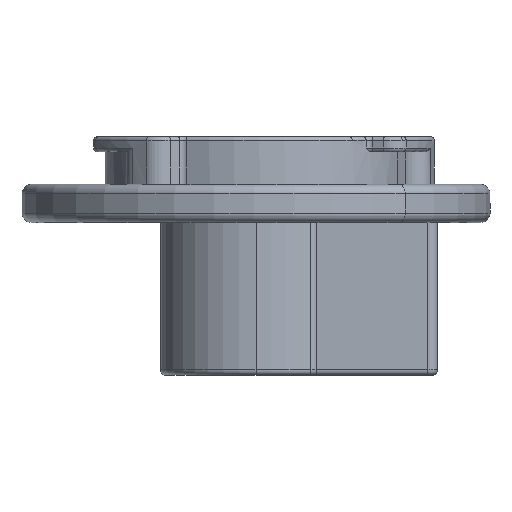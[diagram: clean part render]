
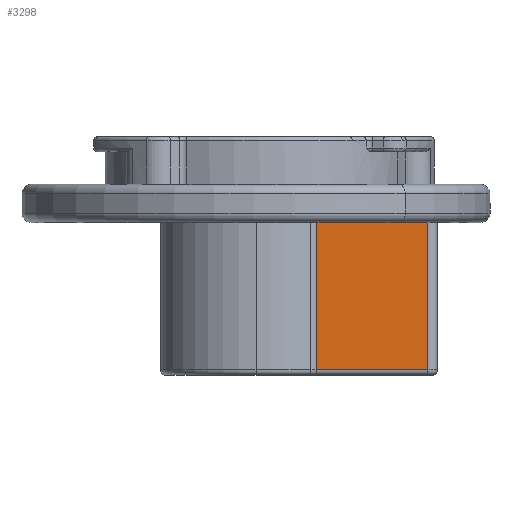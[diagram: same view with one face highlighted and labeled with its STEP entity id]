
A CAD part, left-side view. The second image highlights one B-rep face of the part: STEP entity #3298.
In plain terms, the highlighted planar face has unit normal (-1, 0, 0).
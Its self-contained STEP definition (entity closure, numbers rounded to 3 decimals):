
#210 = ORIENTED_EDGE ( 'NONE', *, *, #2805, .T. ) ;
#679 = LINE ( 'NONE', #5533, #4472 ) ;
#759 = DIRECTION ( 'NONE',  ( 0., 0., 1. ) ) ;
#978 = VERTEX_POINT ( 'NONE', #6562 ) ;
#1102 = LINE ( 'NONE', #6405, #4429 ) ;
#1497 = DIRECTION ( 'NONE',  ( 0., 0., -1. ) ) ;
#1743 = VERTEX_POINT ( 'NONE', #5504 ) ;
#1788 = EDGE_CURVE ( 'NONE', #1743, #978, #679, .T. ) ;
#2107 = LINE ( 'NONE', #4220, #4720 ) ;
#2524 = CARTESIAN_POINT ( 'NONE',  ( -8., -19., 17. ) ) ;
#2805 = EDGE_CURVE ( 'NONE', #978, #5807, #5963, .T. ) ;
#2927 = ORIENTED_EDGE ( 'NONE', *, *, #4394, .T. ) ;
#3246 = DIRECTION ( 'NONE',  ( 0., 1., 0. ) ) ;
#3298 = ADVANCED_FACE ( 'NONE', ( #4601 ), #4103, .F. ) ;
#3350 = VECTOR ( 'NONE', #759, 1000. ) ;
#3489 = VERTEX_POINT ( 'NONE', #6296 ) ;
#4103 = PLANE ( 'NONE',  #4810 ) ;
#4220 = CARTESIAN_POINT ( 'NONE',  ( -8., -6.325, 0. ) ) ;
#4251 = EDGE_LOOP ( 'NONE', ( #210, #2927, #6718, #5768 ) ) ;
#4394 = EDGE_CURVE ( 'NONE', #5807, #3489, #1102, .T. ) ;
#4429 = VECTOR ( 'NONE', #3246, 1000. ) ;
#4472 = VECTOR ( 'NONE', #4869, 1000. ) ;
#4601 = FACE_OUTER_BOUND ( 'NONE', #4251, .T. ) ;
#4720 = VECTOR ( 'NONE', #1497, 1000. ) ;
#4810 = AXIS2_PLACEMENT_3D ( 'NONE', #2524, #5156, #5579 ) ;
#4869 = DIRECTION ( 'NONE',  ( 0., -1., 0. ) ) ;
#5156 = DIRECTION ( 'NONE',  ( 1., 0., 0. ) ) ;
#5504 = CARTESIAN_POINT ( 'NONE',  ( -8., -6.325, 0.6 ) ) ;
#5517 = CARTESIAN_POINT ( 'NONE',  ( -8., -18., 17. ) ) ;
#5533 = CARTESIAN_POINT ( 'NONE',  ( -8., -18., 0.6 ) ) ;
#5579 = DIRECTION ( 'NONE',  ( 0., 0., -1. ) ) ;
#5768 = ORIENTED_EDGE ( 'NONE', *, *, #1788, .T. ) ;
#5807 = VERTEX_POINT ( 'NONE', #5899 ) ;
#5899 = CARTESIAN_POINT ( 'NONE',  ( -8., -18., 16. ) ) ;
#5963 = LINE ( 'NONE', #5517, #3350 ) ;
#6296 = CARTESIAN_POINT ( 'NONE',  ( -8., -6.325, 16. ) ) ;
#6405 = CARTESIAN_POINT ( 'NONE',  ( -8., -19., 16. ) ) ;
#6562 = CARTESIAN_POINT ( 'NONE',  ( -8., -18., 0.6 ) ) ;
#6718 = ORIENTED_EDGE ( 'NONE', *, *, #6837, .T. ) ;
#6837 = EDGE_CURVE ( 'NONE', #3489, #1743, #2107, .T. ) ;
